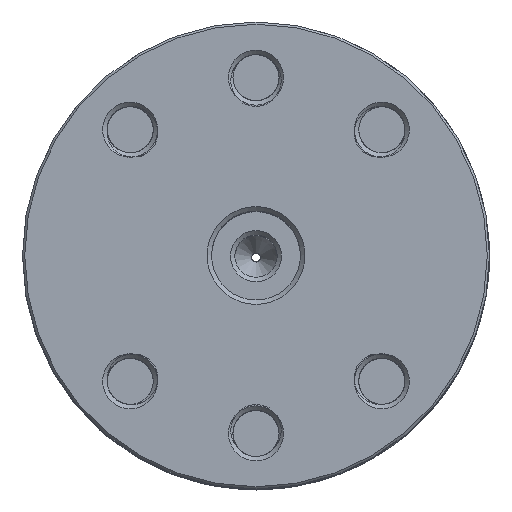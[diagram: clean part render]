
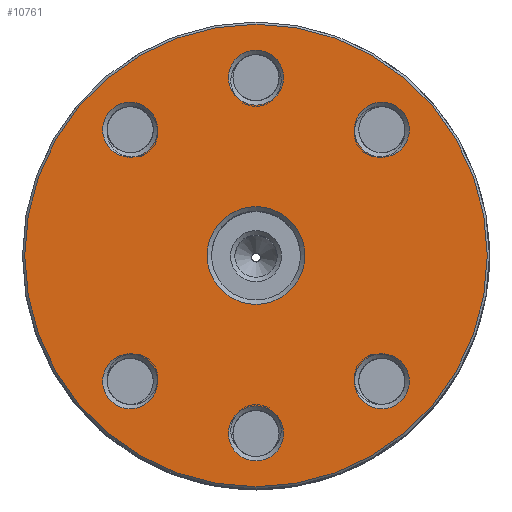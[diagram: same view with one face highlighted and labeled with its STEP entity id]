
A CAD part, top view. The second image highlights one B-rep face of the part: STEP entity #10761.
In plain terms, the highlighted planar face has unit normal (0, 0, 1).
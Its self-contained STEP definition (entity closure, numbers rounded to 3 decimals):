
#170=FACE_BOUND('',#1283,.T.);
#171=FACE_BOUND('',#1284,.T.);
#172=FACE_BOUND('',#1285,.T.);
#173=FACE_BOUND('',#1286,.T.);
#174=FACE_BOUND('',#1287,.T.);
#175=FACE_BOUND('',#1288,.T.);
#176=FACE_BOUND('',#1289,.T.);
#225=PLANE('',#11441);
#672=FACE_OUTER_BOUND('',#1282,.T.);
#1282=EDGE_LOOP('',(#8139));
#1283=EDGE_LOOP('',(#8140));
#1284=EDGE_LOOP('',(#8141));
#1285=EDGE_LOOP('',(#8142));
#1286=EDGE_LOOP('',(#8143));
#1287=EDGE_LOOP('',(#8144));
#1288=EDGE_LOOP('',(#8145));
#1289=EDGE_LOOP('',(#8146));
#1708=CIRCLE('',#11438,2.2);
#1710=CIRCLE('',#11442,10.4);
#1711=CIRCLE('',#11443,1.238);
#1712=CIRCLE('',#11444,1.238);
#1713=CIRCLE('',#11445,1.238);
#1714=CIRCLE('',#11446,1.238);
#1715=CIRCLE('',#11447,1.238);
#1716=CIRCLE('',#11448,1.238);
#4526=VERTEX_POINT('',#24780);
#4528=VERTEX_POINT('',#24788);
#4529=VERTEX_POINT('',#24790);
#4530=VERTEX_POINT('',#24792);
#4531=VERTEX_POINT('',#24794);
#4532=VERTEX_POINT('',#24796);
#4533=VERTEX_POINT('',#24798);
#4534=VERTEX_POINT('',#24800);
#5916=EDGE_CURVE('',#4526,#4526,#1708,.T.);
#5920=EDGE_CURVE('',#4528,#4528,#1710,.T.);
#5921=EDGE_CURVE('',#4529,#4529,#1711,.T.);
#5922=EDGE_CURVE('',#4530,#4530,#1712,.T.);
#5923=EDGE_CURVE('',#4531,#4531,#1713,.T.);
#5924=EDGE_CURVE('',#4532,#4532,#1714,.T.);
#5925=EDGE_CURVE('',#4533,#4533,#1715,.T.);
#5926=EDGE_CURVE('',#4534,#4534,#1716,.T.);
#8139=ORIENTED_EDGE('',*,*,#5920,.F.);
#8140=ORIENTED_EDGE('',*,*,#5921,.F.);
#8141=ORIENTED_EDGE('',*,*,#5922,.F.);
#8142=ORIENTED_EDGE('',*,*,#5923,.F.);
#8143=ORIENTED_EDGE('',*,*,#5924,.F.);
#8144=ORIENTED_EDGE('',*,*,#5925,.F.);
#8145=ORIENTED_EDGE('',*,*,#5926,.F.);
#8146=ORIENTED_EDGE('',*,*,#5916,.F.);
#10761=ADVANCED_FACE('',(#672,#170,#171,#172,#173,#174,#175,#176),#225,
 .T.);
#11438=AXIS2_PLACEMENT_3D('',#24781,#12779,#12780);
#11441=AXIS2_PLACEMENT_3D('',#24787,#12787,#12788);
#11442=AXIS2_PLACEMENT_3D('',#24789,#12789,#12790);
#11443=AXIS2_PLACEMENT_3D('',#24791,#12791,#12792);
#11444=AXIS2_PLACEMENT_3D('',#24793,#12793,#12794);
#11445=AXIS2_PLACEMENT_3D('',#24795,#12795,#12796);
#11446=AXIS2_PLACEMENT_3D('',#24797,#12797,#12798);
#11447=AXIS2_PLACEMENT_3D('',#24799,#12799,#12800);
#11448=AXIS2_PLACEMENT_3D('',#24801,#12801,#12802);
#12779=DIRECTION('center_axis',(0.,0.,1.));
#12780=DIRECTION('ref_axis',(-1.,0.,0.));
#12787=DIRECTION('center_axis',(0.,0.,1.));
#12788=DIRECTION('ref_axis',(1.,0.,0.));
#12789=DIRECTION('center_axis',(0.,0.,-1.));
#12790=DIRECTION('ref_axis',(1.,0.,0.));
#12791=DIRECTION('center_axis',(0.,0.,1.));
#12792=DIRECTION('ref_axis',(-0.707,-0.707,0.));
#12793=DIRECTION('center_axis',(0.,0.,1.));
#12794=DIRECTION('ref_axis',(1.,0.,0.));
#12795=DIRECTION('center_axis',(0.,0.,1.));
#12796=DIRECTION('ref_axis',(-0.707,0.707,0.));
#12797=DIRECTION('center_axis',(0.,0.,1.));
#12798=DIRECTION('ref_axis',(-1.,0.,0.));
#12799=DIRECTION('center_axis',(0.,0.,1.));
#12800=DIRECTION('ref_axis',(0.707,0.707,0.));
#12801=DIRECTION('center_axis',(0.,0.,1.));
#12802=DIRECTION('ref_axis',(0.707,-0.707,0.));
#24780=CARTESIAN_POINT('',(2.2,0.,1.));
#24781=CARTESIAN_POINT('Origin',(0.,0.,1.));
#24787=CARTESIAN_POINT('Origin',(0.,0.,1.));
#24788=CARTESIAN_POINT('',(-10.4,0.,1.));
#24789=CARTESIAN_POINT('Origin',(0.,0.,1.));
#24790=CARTESIAN_POINT('',(6.532,-4.782,1.));
#24791=CARTESIAN_POINT('Origin',(5.657,-5.657,1.));
#24792=CARTESIAN_POINT('',(-1.238,8.,1.));
#24793=CARTESIAN_POINT('Origin',(0.,8.,1.));
#24794=CARTESIAN_POINT('',(-4.782,-6.532,1.));
#24795=CARTESIAN_POINT('Origin',(-5.657,-5.657,1.));
#24796=CARTESIAN_POINT('',(1.238,-8.,1.));
#24797=CARTESIAN_POINT('Origin',(0.,-8.,1.));
#24798=CARTESIAN_POINT('',(-6.532,4.782,1.));
#24799=CARTESIAN_POINT('Origin',(-5.657,5.657,1.));
#24800=CARTESIAN_POINT('',(4.782,6.532,1.));
#24801=CARTESIAN_POINT('Origin',(5.657,5.657,1.));
